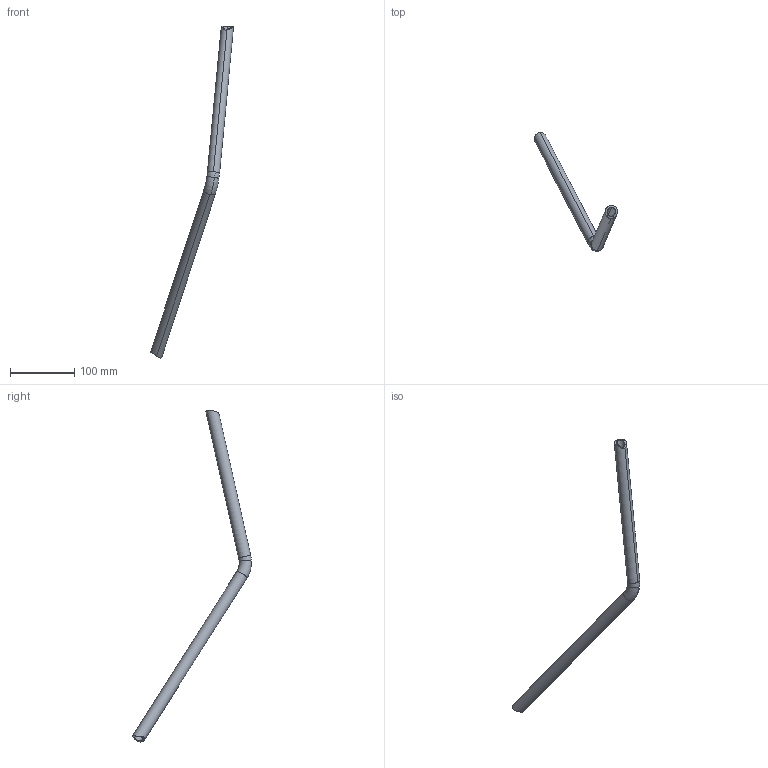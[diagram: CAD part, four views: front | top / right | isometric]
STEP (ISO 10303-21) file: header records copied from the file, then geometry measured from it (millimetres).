
FILE_DESCRIPTION (( 'STEP AP214' ), '1' );
FILE_NAME ('Member 5.STEP', '2025-02-27T19:57:48', ( '' ), ( '' ), 'SwSTEP 2.0', 'SolidWorks 2022', '' );
FILE_SCHEMA (( 'AUTOMOTIVE_DESIGN' ));
Length unit declared in the file: millimetre
Products named in the file (1): Member 5
Bounding box: 129.41 x 185.05 x 517.14 mm (x, y, z)
Volume: 91123 mm3; surface area: 58376.4 mm2
Topology: 3 solids, 3 shells, 32 faces, 78 edges, 50 vertices
Faces by surface type: cylinder 16, torus 8, bspline 4, plane 4
Entity records: 1754 total; most frequent: CARTESIAN_POINT 1008, ORIENTED_EDGE 156, DIRECTION 122, EDGE_CURVE 78, AXIS2_PLACEMENT_3D 57, VERTEX_POINT 50, B_SPLINE_CURVE_WITH_KNOTS 39, EDGE_LOOP 36
